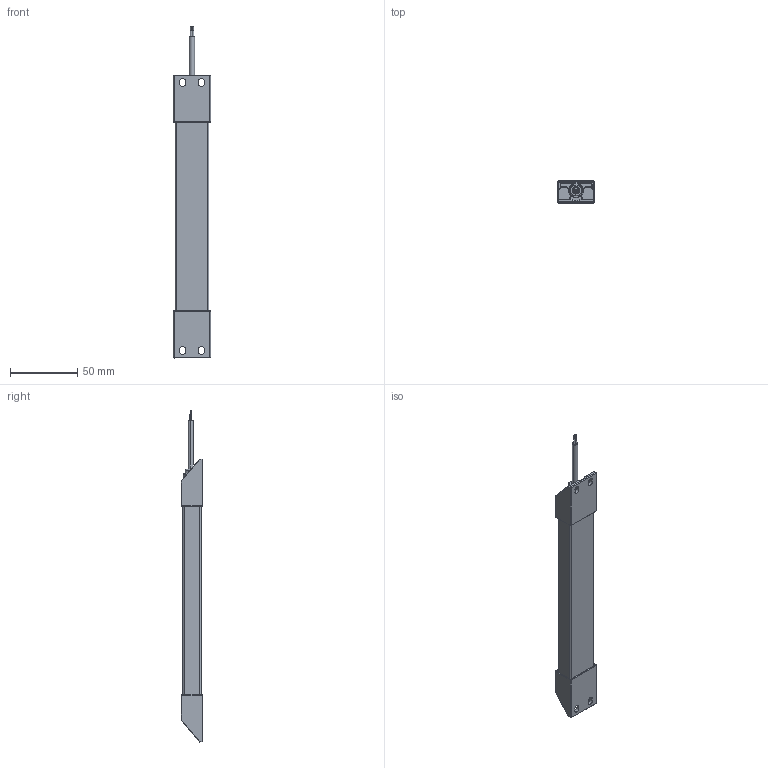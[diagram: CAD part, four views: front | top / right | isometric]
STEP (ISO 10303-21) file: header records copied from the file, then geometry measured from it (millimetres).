
FILE_DESCRIPTION (( 'STEP AP203' ), '1' );
FILE_NAME ('LF1B-NB&P-2$$$($)2-[1][3]M_rev0.0.STEP', '2021-12-13T01:26:23', ( '' ), ( '' ), 'SwSTEP 2.0', 'SolidWorks 2019', '' );
FILE_SCHEMA (( 'CONFIG_CONTROL_DESIGN' ));
Length unit declared in the file: millimetre
Products named in the file (5): LF1B-N-DC-COVER-NB_蹬怮椔; LF1B-N-ENDCOVER-B_蹬怮椔; LF1B-NB&P-2$$$($)2-[1][3]M_rev0.0; LF1B-N-CABLE-2C_蹬怮椔; LF1B-N-ENDCOVER-A_蹬怮椔
Assembly tree (4 placements, depth 2):
  LF1B-NB&P-2$$$($)2-[1][3]M_rev0.0
    LF1B-N-DC-COVER-NB_蹬怮椔
    LF1B-N-ENDCOVER-A_蹬怮椔
    LF1B-N-ENDCOVER-B_蹬怮椔
    LF1B-N-CABLE-2C_蹬怮椔
Bounding box: 27.5 x 16 x 246.5 mm (x, y, z)
Volume: 66713.6 mm3; surface area: 24649.3 mm2
Topology: 4 solids, 4 shells, 282 faces, 731 edges, 450 vertices
Faces by surface type: cylinder 132, plane 102, bspline 27, cone 13, torus 8
Entity records: 9606 total; most frequent: CARTESIAN_POINT 2374, ORIENTED_EDGE 1430, DIRECTION 1424, EDGE_CURVE 715, AXIS2_PLACEMENT_3D 524, VERTEX_POINT 450, VECTOR 376, LINE 376
